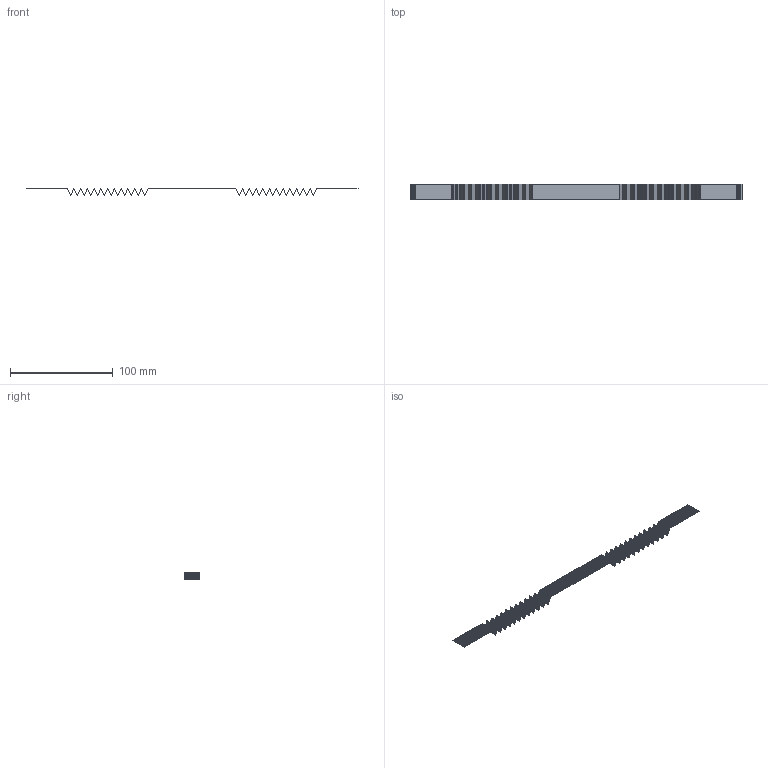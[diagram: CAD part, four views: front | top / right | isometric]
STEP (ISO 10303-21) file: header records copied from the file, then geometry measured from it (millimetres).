
FILE_DESCRIPTION(/* description */ ('Unknown'),/* implementation_level */ '2;1');
FILE_NAME(/* name */ '687630225002',/* time_stamp */ '2020-12-15T10:35:14+01:00',/* author */ ('Unknown'),/* organization */ ('Unknown'),/* preprocessor_version */ 'ST-DEVELOPER v16.7',/* originating_system */ 'DEX',/* authorisation */ $);
FILE_SCHEMA (('AUTOMOTIVE_DESIGN {1 0 10303 214 3 1 1}'));
Products named in the file (2): 6876xx225002; 687630225002
Assembly tree (1 placements, depth 2):
  6876xx225002
    687630225002
Bounding box: 322.6 x 15.5 x 7.62 mm (x, y, z)
Volume: 984.2 mm3; surface area: 27760.9 mm2
Topology: 1 solids, 1 shells, 3482 faces, 10492 edges, 6952 vertices
Faces by surface type: plane 3482
Entity records: 139737 total; most frequent: ORIENTED_EDGE 20984, CARTESIAN_POINT 20928, DIRECTION 17460, EDGE_CURVE 10492, LINE 10492, VECTOR 10492, VERTEX_POINT 6952, AXIS2_PLACEMENT_3D 3484
